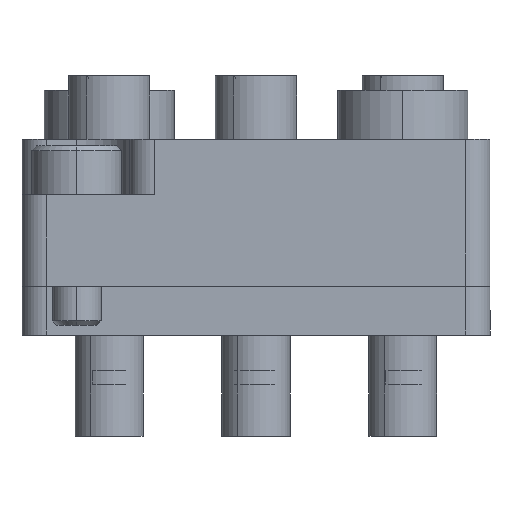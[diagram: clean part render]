
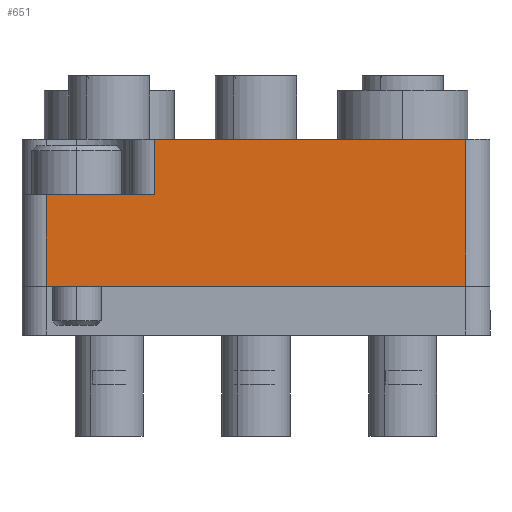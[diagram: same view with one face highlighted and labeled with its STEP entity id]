
A CAD part, front view. The second image highlights one B-rep face of the part: STEP entity #651.
In plain terms, the highlighted face is planar.
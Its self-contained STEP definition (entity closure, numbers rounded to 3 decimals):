
#510 = ORIENTED_EDGE ( 'NONE', *, *, #3800, .F. ) ;
#576 = ORIENTED_EDGE ( 'NONE', *, *, #6196, .F. ) ;
#651 = ADVANCED_FACE ( 'NONE', ( #3332 ), #21092, .T. ) ;
#1104 = CARTESIAN_POINT ( 'NONE',  ( 30., 9., 6.25 ) ) ;
#1384 = VECTOR ( 'NONE', #2910, 1000. ) ;
#1838 = DIRECTION ( 'NONE',  ( 0., 0., -1. ) ) ;
#1843 = LINE ( 'NONE', #16795, #17741 ) ;
#2386 = VERTEX_POINT ( 'NONE', #7143 ) ;
#2910 = DIRECTION ( 'NONE',  ( 0., 1., 0. ) ) ;
#3332 = FACE_OUTER_BOUND ( 'NONE', #18814, .T. ) ;
#3443 = EDGE_CURVE ( 'NONE', #17462, #14602, #19741, .T. ) ;
#3800 = EDGE_CURVE ( 'NONE', #7194, #2386, #6578, .T. ) ;
#4195 = LINE ( 'NONE', #10759, #12556 ) ;
#4731 = EDGE_CURVE ( 'NONE', #11246, #17462, #1843, .T. ) ;
#4968 = ORIENTED_EDGE ( 'NONE', *, *, #6747, .T. ) ;
#6196 = EDGE_CURVE ( 'NONE', #11246, #18526, #4195, .T. ) ;
#6578 = LINE ( 'NONE', #18081, #7760 ) ;
#6686 = DIRECTION ( 'NONE',  ( 0., -1., 0. ) ) ;
#6747 = EDGE_CURVE ( 'NONE', #7194, #18526, #7153, .T. ) ;
#7024 = CARTESIAN_POINT ( 'NONE',  ( 30., 0., 12.85 ) ) ;
#7143 = CARTESIAN_POINT ( 'NONE',  ( 30., 9., -12.85 ) ) ;
#7153 = LINE ( 'NONE', #20281, #11571 ) ;
#7194 = VERTEX_POINT ( 'NONE', #1104 ) ;
#7205 = DIRECTION ( 'NONE',  ( 1., 0., 0. ) ) ;
#7760 = VECTOR ( 'NONE', #1838, 1000. ) ;
#8232 = CARTESIAN_POINT ( 'NONE',  ( 30., 0., 14.35 ) ) ;
#8483 = CARTESIAN_POINT ( 'NONE',  ( 30., 9., 14.35 ) ) ;
#9275 = CARTESIAN_POINT ( 'NONE',  ( 30., 5.6, 12.85 ) ) ;
#10601 = ORIENTED_EDGE ( 'NONE', *, *, #3443, .T. ) ;
#10759 = CARTESIAN_POINT ( 'NONE',  ( 30., 5.6, 7.75 ) ) ;
#10949 = AXIS2_PLACEMENT_3D ( 'NONE', #8483, #7205, #12031 ) ;
#11246 = VERTEX_POINT ( 'NONE', #9275 ) ;
#11265 = ORIENTED_EDGE ( 'NONE', *, *, #4731, .T. ) ;
#11571 = VECTOR ( 'NONE', #12097, 1000. ) ;
#12017 = EDGE_CURVE ( 'NONE', #14602, #2386, #19463, .T. ) ;
#12031 = DIRECTION ( 'NONE',  ( 0., 1., 0. ) ) ;
#12097 = DIRECTION ( 'NONE',  ( 0., -1., 0. ) ) ;
#12121 = ORIENTED_EDGE ( 'NONE', *, *, #12017, .T. ) ;
#12470 = CARTESIAN_POINT ( 'NONE',  ( 30., 9., -12.85 ) ) ;
#12556 = VECTOR ( 'NONE', #15701, 1000. ) ;
#13166 = DIRECTION ( 'NONE',  ( 0., 0., -1. ) ) ;
#13596 = CARTESIAN_POINT ( 'NONE',  ( 30., 0., -12.85 ) ) ;
#14602 = VERTEX_POINT ( 'NONE', #13596 ) ;
#15701 = DIRECTION ( 'NONE',  ( 0., 0., -1. ) ) ;
#16795 = CARTESIAN_POINT ( 'NONE',  ( 30., 0., 12.85 ) ) ;
#17462 = VERTEX_POINT ( 'NONE', #7024 ) ;
#17741 = VECTOR ( 'NONE', #6686, 1000. ) ;
#18081 = CARTESIAN_POINT ( 'NONE',  ( 30., 9., 14.35 ) ) ;
#18526 = VERTEX_POINT ( 'NONE', #18638 ) ;
#18638 = CARTESIAN_POINT ( 'NONE',  ( 30., 5.6, 6.25 ) ) ;
#18814 = EDGE_LOOP ( 'NONE', ( #10601, #12121, #510, #4968, #576, #11265 ) ) ;
#19463 = LINE ( 'NONE', #12470, #1384 ) ;
#19741 = LINE ( 'NONE', #8232, #20098 ) ;
#20098 = VECTOR ( 'NONE', #13166, 1000. ) ;
#20281 = CARTESIAN_POINT ( 'NONE',  ( 30., 5.6, 6.25 ) ) ;
#21092 = PLANE ( 'NONE',  #10949 ) ;
